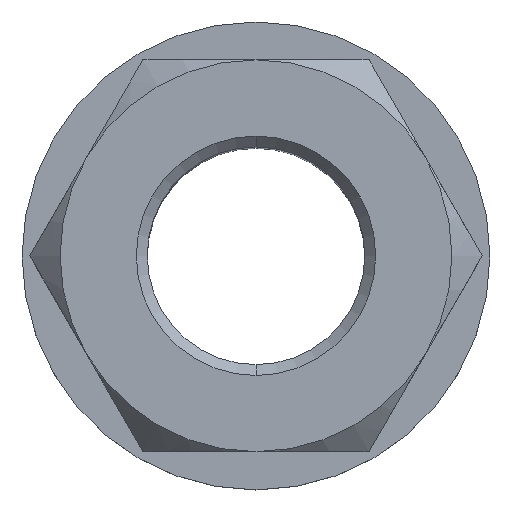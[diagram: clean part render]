
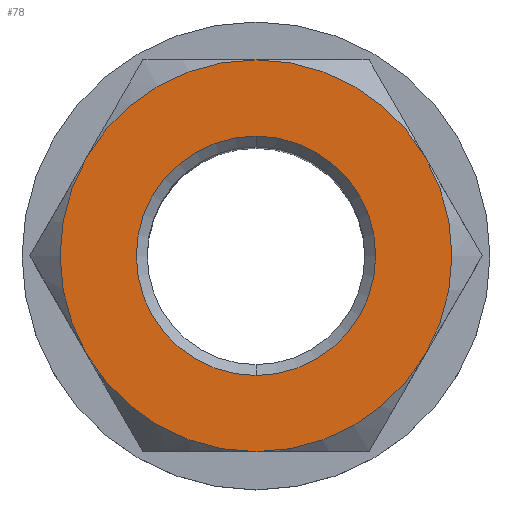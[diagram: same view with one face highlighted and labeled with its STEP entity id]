
A CAD part, top view. The second image highlights one B-rep face of the part: STEP entity #78.
In plain terms, the highlighted planar face has unit normal (0, 0, 1).
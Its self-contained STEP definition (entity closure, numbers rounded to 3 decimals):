
#78=ADVANCED_FACE('',(#180,#181),#182,.T.);
#180=FACE_BOUND('',#305,.T.);
#181=FACE_OUTER_BOUND('',#306,.T.);
#182=PLANE('',#307);
#305=EDGE_LOOP('',(#464,#465));
#306=EDGE_LOOP('',(#466,#467,#468,#469,#470,#471));
#307=AXIS2_PLACEMENT_3D('',#472,#473,#474);
#464=ORIENTED_EDGE('',*,*,#754,.T.);
#465=ORIENTED_EDGE('',*,*,#755,.T.);
#466=ORIENTED_EDGE('',*,*,#729,.T.);
#467=ORIENTED_EDGE('',*,*,#756,.T.);
#468=ORIENTED_EDGE('',*,*,#757,.T.);
#469=ORIENTED_EDGE('',*,*,#745,.T.);
#470=ORIENTED_EDGE('',*,*,#758,.T.);
#471=ORIENTED_EDGE('',*,*,#759,.T.);
#472=CARTESIAN_POINT('',(0.,0.,15.0));
#473=DIRECTION('',(0.0,0.0,1.0));
#474=DIRECTION('',(0.,-1.0,0.0));
#729=EDGE_CURVE('',#857,#859,#861,.T.);
#745=EDGE_CURVE('',#885,#886,#887,.T.);
#754=EDGE_CURVE('',#900,#901,#902,.T.);
#755=EDGE_CURVE('',#901,#900,#903,.T.);
#756=EDGE_CURVE('',#859,#904,#905,.T.);
#757=EDGE_CURVE('',#904,#885,#906,.T.);
#758=EDGE_CURVE('',#886,#907,#908,.T.);
#759=EDGE_CURVE('',#907,#857,#909,.T.);
#857=VERTEX_POINT('',#1029);
#859=VERTEX_POINT('',#1042);
#861=CIRCLE('',#1055,18.0);
#885=VERTEX_POINT('',#1083);
#886=VERTEX_POINT('',#1084);
#887=CIRCLE('',#1085,18.0);
#900=VERTEX_POINT('',#1134);
#901=VERTEX_POINT('',#1135);
#902=CIRCLE('',#1136,11.0);
#903=CIRCLE('',#1137,11.0);
#904=VERTEX_POINT('',#1138);
#905=CIRCLE('',#1139,18.0);
#906=CIRCLE('',#1140,18.0);
#907=VERTEX_POINT('',#1141);
#908=CIRCLE('',#1142,18.0);
#909=CIRCLE('',#1143,18.0);
#1029=CARTESIAN_POINT('',(0.,-18.0,15.0));
#1042=CARTESIAN_POINT('',(15.588,-9.0,15.0));
#1055=AXIS2_PLACEMENT_3D('',#1359,#1360,#1361);
#1083=CARTESIAN_POINT('',(0.,18.0,15.0));
#1084=CARTESIAN_POINT('',(-15.588,9.,15.0));
#1085=AXIS2_PLACEMENT_3D('',#1387,#1388,#1389);
#1134=CARTESIAN_POINT('',(0.,11.0,15.0));
#1135=CARTESIAN_POINT('',(0.,-11.0,15.0));
#1136=AXIS2_PLACEMENT_3D('',#1393,#1394,#1395);
#1137=AXIS2_PLACEMENT_3D('',#1396,#1397,#1398);
#1138=CARTESIAN_POINT('',(15.588,9.0,15.0));
#1139=AXIS2_PLACEMENT_3D('',#1399,#1400,#1401);
#1140=AXIS2_PLACEMENT_3D('',#1402,#1403,#1404);
#1141=CARTESIAN_POINT('',(-15.588,-9.0,15.0));
#1142=AXIS2_PLACEMENT_3D('',#1405,#1406,#1407);
#1143=AXIS2_PLACEMENT_3D('',#1408,#1409,#1410);
#1359=CARTESIAN_POINT('',(0.,0.,15.0));
#1360=DIRECTION('',(0.0,0.0,1.0));
#1361=DIRECTION('',(0.,-1.0,0.0));
#1387=CARTESIAN_POINT('',(0.,0.,15.0));
#1388=DIRECTION('',(0.0,0.0,1.0));
#1389=DIRECTION('',(0.,-1.0,0.0));
#1393=CARTESIAN_POINT('',(0.,0.,15.0));
#1394=DIRECTION('',(0.0,0.0,-1.0));
#1395=DIRECTION('',(0.,1.0,0.0));
#1396=CARTESIAN_POINT('',(0.,0.,15.0));
#1397=DIRECTION('',(0.0,0.0,-1.0));
#1398=DIRECTION('',(0.,1.0,0.0));
#1399=CARTESIAN_POINT('',(0.,0.,15.0));
#1400=DIRECTION('',(0.0,0.0,1.0));
#1401=DIRECTION('',(0.,-1.0,0.0));
#1402=CARTESIAN_POINT('',(0.,0.,15.0));
#1403=DIRECTION('',(0.0,0.0,1.0));
#1404=DIRECTION('',(0.,-1.0,0.0));
#1405=CARTESIAN_POINT('',(0.,0.,15.0));
#1406=DIRECTION('',(0.0,0.0,1.0));
#1407=DIRECTION('',(0.,-1.0,0.0));
#1408=CARTESIAN_POINT('',(0.,0.,15.0));
#1409=DIRECTION('',(0.0,0.0,1.0));
#1410=DIRECTION('',(0.,-1.0,0.0));
